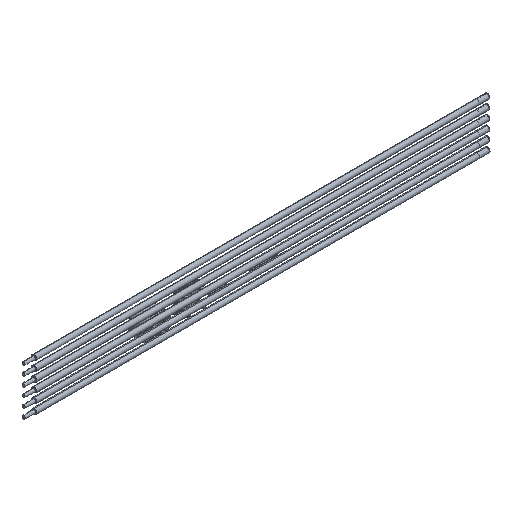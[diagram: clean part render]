
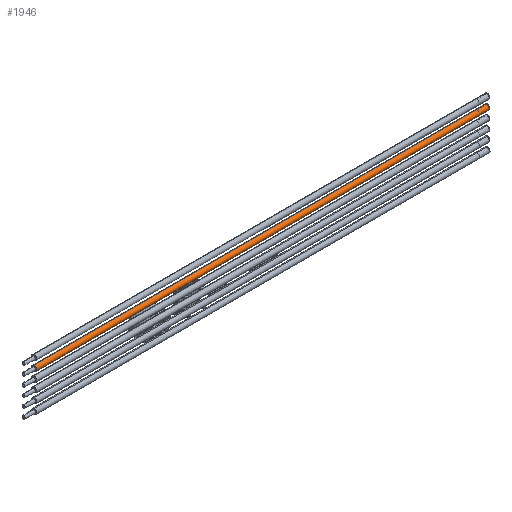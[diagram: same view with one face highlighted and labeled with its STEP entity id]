
A CAD part, isometric view. The second image highlights one B-rep face of the part: STEP entity #1946.
In plain terms, the highlighted cylindrical face has radius 8 mm (diameter 16 mm), a partial arc.
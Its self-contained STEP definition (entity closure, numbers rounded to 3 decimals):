
#246 = VERTEX_POINT ( 'NONE', #8881 ) ;
#874 = VERTEX_POINT ( 'NONE', #1558 ) ;
#982 = DIRECTION ( 'NONE',  ( 0., 0., 1. ) ) ;
#1066 = VERTEX_POINT ( 'NONE', #3232 ) ;
#1253 = CARTESIAN_POINT ( 'NONE',  ( 0., 1495., 8. ) ) ;
#1377 = CARTESIAN_POINT ( 'NONE',  ( 0., 1458.6, 0. ) ) ;
#1390 = LINE ( 'NONE', #1253, #7021 ) ;
#1453 = AXIS2_PLACEMENT_3D ( 'NONE', #1377, #4316, #1574 ) ;
#1558 = CARTESIAN_POINT ( 'NONE',  ( 0., 0., -8. ) ) ;
#1565 = VERTEX_POINT ( 'NONE', #2855 ) ;
#1574 = DIRECTION ( 'NONE',  ( 0., 0., 1. ) ) ;
#1898 = DIRECTION ( 'NONE',  ( 0., 0., -1. ) ) ;
#1946 = ADVANCED_FACE ( 'NONE', ( #7870 ), #4155, .T. ) ;
#1994 = AXIS2_PLACEMENT_3D ( 'NONE', #8583, #3470, #1898 ) ;
#2025 = DIRECTION ( 'NONE',  ( 0., -1., 0. ) ) ;
#2068 = CIRCLE ( 'NONE', #1453, 8. ) ;
#2316 = EDGE_LOOP ( 'NONE', ( #6777, #6661, #9555, #7343 ) ) ;
#2855 = CARTESIAN_POINT ( 'NONE',  ( 0., 0., 8. ) ) ;
#3232 = CARTESIAN_POINT ( 'NONE',  ( 0., 1458.6, -8. ) ) ;
#3470 = DIRECTION ( 'NONE',  ( 0., -1., 0. ) ) ;
#3642 = CIRCLE ( 'NONE', #8158, 8. ) ;
#4088 = VECTOR ( 'NONE', #9530, 1000. ) ;
#4155 = CYLINDRICAL_SURFACE ( 'NONE', #1994, 8. ) ;
#4316 = DIRECTION ( 'NONE',  ( 0., -1., 0. ) ) ;
#4418 = EDGE_CURVE ( 'NONE', #246, #1565, #1390, .T. ) ;
#4489 = CARTESIAN_POINT ( 'NONE',  ( 0., 1495., -8. ) ) ;
#5129 = EDGE_CURVE ( 'NONE', #246, #1066, #2068, .T. ) ;
#5265 = DIRECTION ( 'NONE',  ( 0., 1., 0. ) ) ;
#6041 = LINE ( 'NONE', #4489, #4088 ) ;
#6661 = ORIENTED_EDGE ( 'NONE', *, *, #5129, .T. ) ;
#6777 = ORIENTED_EDGE ( 'NONE', *, *, #4418, .F. ) ;
#6830 = EDGE_CURVE ( 'NONE', #1066, #874, #6041, .T. ) ;
#7021 = VECTOR ( 'NONE', #2025, 1000. ) ;
#7343 = ORIENTED_EDGE ( 'NONE', *, *, #8634, .T. ) ;
#7870 = FACE_OUTER_BOUND ( 'NONE', #2316, .T. ) ;
#8158 = AXIS2_PLACEMENT_3D ( 'NONE', #9088, #5265, #982 ) ;
#8583 = CARTESIAN_POINT ( 'NONE',  ( 0., 1495., 0. ) ) ;
#8634 = EDGE_CURVE ( 'NONE', #874, #1565, #3642, .T. ) ;
#8881 = CARTESIAN_POINT ( 'NONE',  ( 0., 1458.6, 8. ) ) ;
#9088 = CARTESIAN_POINT ( 'NONE',  ( 0., 0., 0. ) ) ;
#9530 = DIRECTION ( 'NONE',  ( 0., -1., 0. ) ) ;
#9555 = ORIENTED_EDGE ( 'NONE', *, *, #6830, .T. ) ;
